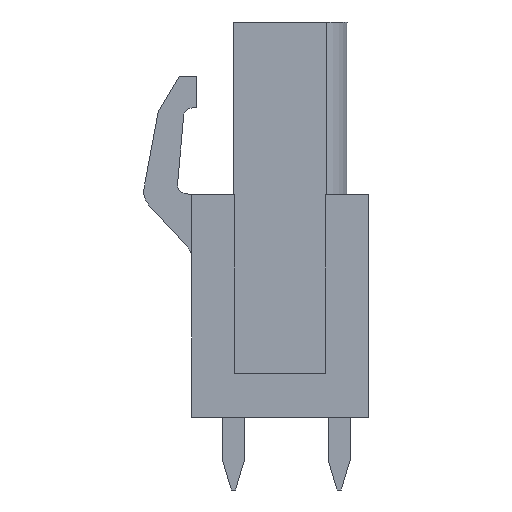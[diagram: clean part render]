
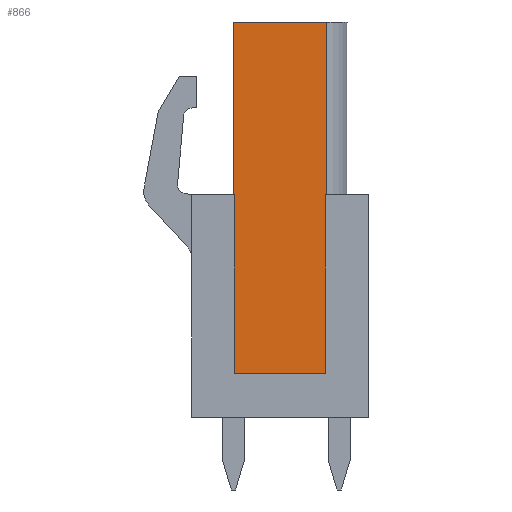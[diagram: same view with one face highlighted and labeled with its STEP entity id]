
A CAD part, left-side view. The second image highlights one B-rep face of the part: STEP entity #866.
In plain terms, the highlighted planar face has unit normal (-1, 0, 0).
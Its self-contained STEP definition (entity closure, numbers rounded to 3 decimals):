
#866 = ADVANCED_FACE( '', ( #1739 ), #1740, .F. );
#1739 = FACE_OUTER_BOUND( '', #3010, .T. );
#1740 = PLANE( '', #3011 );
#3010 = EDGE_LOOP( '', ( #5323, #5324, #5325, #5326, #5327, #5328, #5329, #5330 ) );
#3011 = AXIS2_PLACEMENT_3D( '', #5331, #5332, #5333 );
#5323 = ORIENTED_EDGE( '', *, *, #6337, .T. );
#5324 = ORIENTED_EDGE( '', *, *, #6435, .T. );
#5325 = ORIENTED_EDGE( '', *, *, #6012, .T. );
#5326 = ORIENTED_EDGE( '', *, *, #6372, .F. );
#5327 = ORIENTED_EDGE( '', *, *, #6255, .F. );
#5328 = ORIENTED_EDGE( '', *, *, #6310, .F. );
#5329 = ORIENTED_EDGE( '', *, *, #6316, .T. );
#5330 = ORIENTED_EDGE( '', *, *, #6153, .T. );
#5331 = CARTESIAN_POINT( '', ( -5.04, -3.25, 5.35 ) );
#5332 = DIRECTION( '', ( 1., 0., 0. ) );
#5333 = DIRECTION( '', ( 0., 0., -1. ) );
#6012 = EDGE_CURVE( '', #7318, #7316, #7319, .T. );
#6153 = EDGE_CURVE( '', #7522, #7520, #7523, .T. );
#6255 = EDGE_CURVE( '', #7658, #7660, #7661, .T. );
#6310 = EDGE_CURVE( '', #7723, #7658, #7725, .T. );
#6316 = EDGE_CURVE( '', #7723, #7522, #7732, .T. );
#6337 = EDGE_CURVE( '', #7520, #7757, #7759, .T. );
#6372 = EDGE_CURVE( '', #7660, #7316, #7795, .T. );
#6435 = EDGE_CURVE( '', #7757, #7318, #7862, .T. );
#7316 = VERTEX_POINT( '', #9105 );
#7318 = VERTEX_POINT( '', #9108 );
#7319 = LINE( '', #9109, #9110 );
#7520 = VERTEX_POINT( '', #9420 );
#7522 = VERTEX_POINT( '', #9423 );
#7523 = LINE( '', #9424, #9425 );
#7658 = VERTEX_POINT( '', #9628 );
#7660 = VERTEX_POINT( '', #9631 );
#7661 = LINE( '', #9632, #9633 );
#7723 = VERTEX_POINT( '', #9724 );
#7725 = LINE( '', #9727, #9728 );
#7732 = LINE( '', #9736, #9737 );
#7757 = VERTEX_POINT( '', #9773 );
#7759 = LINE( '', #9776, #9777 );
#7795 = LINE( '', #9822, #9823 );
#7862 = LINE( '', #9909, #9910 );
#9105 = CARTESIAN_POINT( '', ( -5.04, 2.25, 13.65 ) );
#9108 = CARTESIAN_POINT( '', ( -5.04, -2.25, 13.65 ) );
#9109 = CARTESIAN_POINT( '', ( -5.04, -3.25, 13.65 ) );
#9110 = VECTOR( '', #10512, 1000. );
#9420 = CARTESIAN_POINT( '', ( -5.04, -2.65, 5.35 ) );
#9423 = CARTESIAN_POINT( '', ( -5.04, -2.65, -3.25 ) );
#9424 = CARTESIAN_POINT( '', ( -5.04, -2.65, -3.25 ) );
#9425 = VECTOR( '', #10632, 1000. );
#9628 = CARTESIAN_POINT( '', ( -5.04, 2.65, 5.35 ) );
#9631 = CARTESIAN_POINT( '', ( -5.04, 2.25, 5.35 ) );
#9632 = CARTESIAN_POINT( '', ( -5.04, 2.65, 5.35 ) );
#9633 = VECTOR( '', #10720, 1000. );
#9724 = CARTESIAN_POINT( '', ( -5.04, 2.65, -3.25 ) );
#9727 = CARTESIAN_POINT( '', ( -5.04, 2.65, -3.25 ) );
#9728 = VECTOR( '', #10769, 1000. );
#9736 = CARTESIAN_POINT( '', ( -5.04, 2.65, -3.25 ) );
#9737 = VECTOR( '', #10774, 1000. );
#9773 = CARTESIAN_POINT( '', ( -5.04, -2.25, 5.35 ) );
#9776 = CARTESIAN_POINT( '', ( -5.04, -3.25, 5.35 ) );
#9777 = VECTOR( '', #10790, 1000. );
#9822 = CARTESIAN_POINT( '', ( -5.04, 2.25, 5.35 ) );
#9823 = VECTOR( '', #10821, 1000. );
#9909 = CARTESIAN_POINT( '', ( -5.04, -2.25, 5.35 ) );
#9910 = VECTOR( '', #10860, 1000. );
#10512 = DIRECTION( '', ( 0., 1., 0. ) );
#10632 = DIRECTION( '', ( 0., 0., 1. ) );
#10720 = DIRECTION( '', ( 0., -1., 0. ) );
#10769 = DIRECTION( '', ( 0., 0., 1. ) );
#10774 = DIRECTION( '', ( 0., -1., 0. ) );
#10790 = DIRECTION( '', ( 0., 1., 0. ) );
#10821 = DIRECTION( '', ( 0., 0., 1. ) );
#10860 = DIRECTION( '', ( 0., 0., 1. ) );
